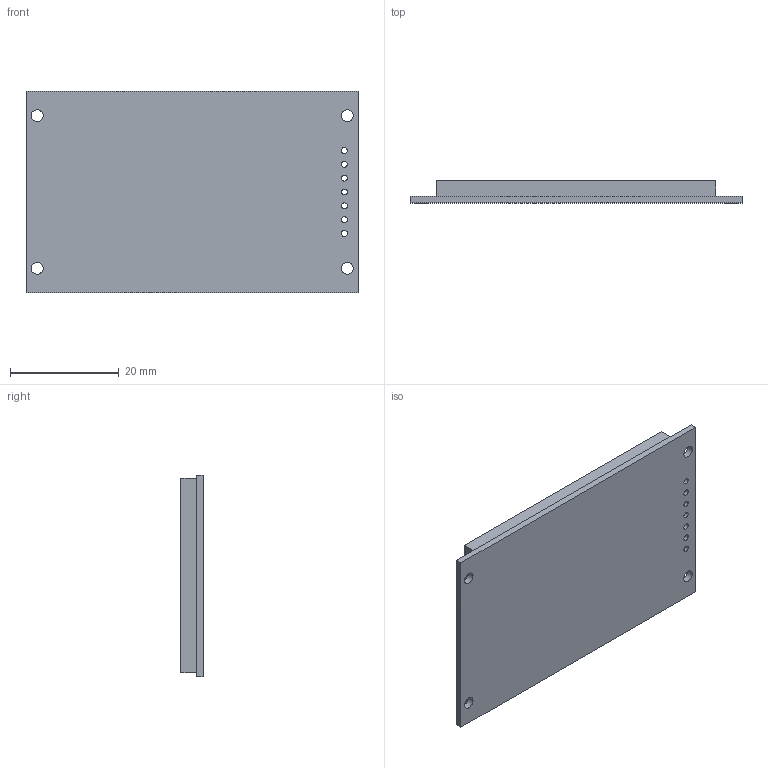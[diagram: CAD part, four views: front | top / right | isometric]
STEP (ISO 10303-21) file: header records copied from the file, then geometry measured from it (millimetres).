
FILE_DESCRIPTION(/* description */ (''),/* implementation_level */ '2;1');
FILE_NAME(/* name */ '320x240 disp v2.step',/* time_stamp */ '2023-06-16T22:37:22+03:00',/* author */ (''),/* organization */ (''),/* preprocessor_version */ 'ST-DEVELOPER v19.2',/* originating_system */ 'Autodesk Translation Framework v11.17.0.187',/* authorisation */ '');
FILE_SCHEMA (('AUTOMOTIVE_DESIGN { 1 0 10303 214 3 1 1 }'));
Length unit declared in the file: millimetre
Products named in the file (3): 320x240 disp; pcb; lcd
Assembly tree (2 placements, depth 2):
  320x240 disp
    pcb
    lcd
Bounding box: 61 x 4.1 x 37 mm (x, y, z)
Volume: 7982.9 mm3; surface area: 10685.9 mm2
Topology: 4 solids, 4 shells, 43 faces, 105 edges, 70 vertices
Faces by surface type: plane 32, cylinder 11
Full cylindrical faces by diameter (mm): 1.1 x7, 2.2 x4
Entity records: 1410 total; most frequent: DIRECTION 223, CARTESIAN_POINT 223, ORIENTED_EDGE 210, EDGE_CURVE 105, LINE 83, VECTOR 83, VERTEX_POINT 70, AXIS2_PLACEMENT_3D 70
